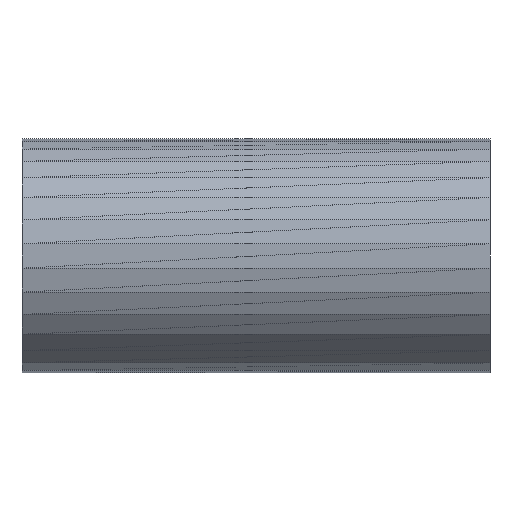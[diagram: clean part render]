
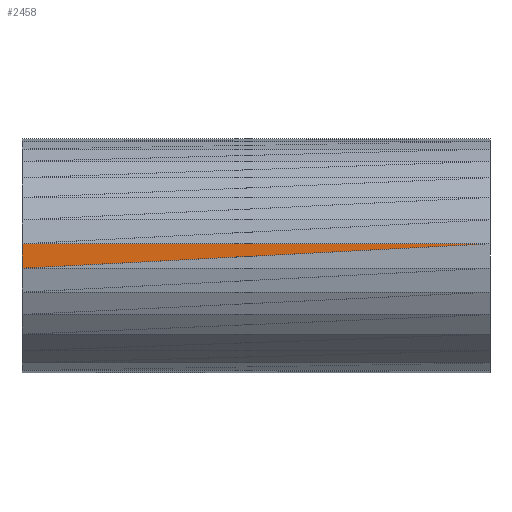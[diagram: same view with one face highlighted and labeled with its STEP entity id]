
A CAD part, left-side view. The second image highlights one B-rep face of the part: STEP entity #2458.
In plain terms, the highlighted planar face has unit normal (-1, 0, 0).
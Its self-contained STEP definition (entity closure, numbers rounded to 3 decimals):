
#2351 = VERTEX_POINT('',#2352);
#2352 = CARTESIAN_POINT('',(-0.013,0.097,
    0.001));
#2366 = PLANE('',#2367);
#2367 = AXIS2_PLACEMENT_3D('',#2368,#2369,#2370);
#2368 = CARTESIAN_POINT('',(-0.012,0.07,
    0.002));
#2369 = DIRECTION('',(-0.978,0.,0.208
    ));
#2370 = DIRECTION('',(-0.208,0.,-0.978
    ));
#2407 = VERTEX_POINT('',#2408);
#2408 = CARTESIAN_POINT('',(-0.013,0.046,
    0.001));
#2434 = EDGE_CURVE('',#2351,#2407,#2435,.T.);
#2435 = SURFACE_CURVE('',#2436,(#2440,#2447),.PCURVE_S1.);
#2436 = LINE('',#2437,#2438);
#2437 = CARTESIAN_POINT('',(-0.013,0.097,
    0.001));
#2438 = VECTOR('',#2439,1.);
#2439 = DIRECTION('',(0.,-1.,0.));
#2440 = PCURVE('',#2366,#2441);
#2441 = DEFINITIONAL_REPRESENTATION('',(#2442),#2446);
#2442 = LINE('',#2443,#2444);
#2443 = CARTESIAN_POINT('',(0.001,-0.026));
#2444 = VECTOR('',#2445,1.);
#2445 = DIRECTION('',(0.,1.));
#2446 = ( GEOMETRIC_REPRESENTATION_CONTEXT(2) 
PARAMETRIC_REPRESENTATION_CONTEXT() REPRESENTATION_CONTEXT('2D SPACE',''
  ) );
#2447 = PCURVE('',#2448,#2453);
#2448 = PLANE('',#2449);
#2449 = AXIS2_PLACEMENT_3D('',#2450,#2451,#2452);
#2450 = CARTESIAN_POINT('',(-0.013,0.072,
    0.001));
#2451 = DIRECTION('',(-1.,-0.,-0.));
#2452 = DIRECTION('',(0.,0.,-1.));
#2453 = DEFINITIONAL_REPRESENTATION('',(#2454),#2457);
#2454 = B_SPLINE_CURVE_WITH_KNOTS('',1,(#2455,#2456),.UNSPECIFIED.,.F.,
  .F.,(2,2),(0.,0.051),.PIECEWISE_BEZIER_KNOTS.);
#2455 = CARTESIAN_POINT('',(-0.001,-0.025));
#2456 = CARTESIAN_POINT('',(-0.001,0.026));
#2457 = ( GEOMETRIC_REPRESENTATION_CONTEXT(2) 
PARAMETRIC_REPRESENTATION_CONTEXT() REPRESENTATION_CONTEXT('2D SPACE',''
  ) );
#2458 = ADVANCED_FACE('',(#2459),#2448,.T.);
#2459 = FACE_BOUND('',#2460,.T.);
#2460 = EDGE_LOOP('',(#2461,#2488,#2489));
#2461 = ORIENTED_EDGE('',*,*,#2462,.T.);
#2462 = EDGE_CURVE('',#2463,#2407,#2465,.T.);
#2463 = VERTEX_POINT('',#2464);
#2464 = CARTESIAN_POINT('',(-0.013,0.097,
    -0.001));
#2465 = SURFACE_CURVE('',#2466,(#2470,#2477),.PCURVE_S1.);
#2466 = LINE('',#2467,#2468);
#2467 = CARTESIAN_POINT('',(-0.013,0.097,
    -0.001));
#2468 = VECTOR('',#2469,1.);
#2469 = DIRECTION('',(0.,-0.999,0.052));
#2470 = PCURVE('',#2448,#2471);
#2471 = DEFINITIONAL_REPRESENTATION('',(#2472),#2476);
#2472 = LINE('',#2473,#2474);
#2473 = CARTESIAN_POINT('',(0.002,-0.025));
#2474 = VECTOR('',#2475,1.);
#2475 = DIRECTION('',(-0.052,0.999));
#2476 = ( GEOMETRIC_REPRESENTATION_CONTEXT(2) 
PARAMETRIC_REPRESENTATION_CONTEXT() REPRESENTATION_CONTEXT('2D SPACE',''
  ) );
#2477 = PCURVE('',#2478,#2483);
#2478 = PLANE('',#2479);
#2479 = AXIS2_PLACEMENT_3D('',#2480,#2481,#2482);
#2480 = CARTESIAN_POINT('',(-0.013,0.07,
    -0.001));
#2481 = DIRECTION('',(-1.,-0.,-0.));
#2482 = DIRECTION('',(0.,0.,-1.));
#2483 = DEFINITIONAL_REPRESENTATION('',(#2484),#2487);
#2484 = B_SPLINE_CURVE_WITH_KNOTS('',1,(#2485,#2486),.UNSPECIFIED.,.F.,
  .F.,(2,2),(0.,0.051),.PIECEWISE_BEZIER_KNOTS.);
#2485 = CARTESIAN_POINT('',(0.001,-0.026));
#2486 = CARTESIAN_POINT('',(-0.002,0.025));
#2487 = ( GEOMETRIC_REPRESENTATION_CONTEXT(2) 
PARAMETRIC_REPRESENTATION_CONTEXT() REPRESENTATION_CONTEXT('2D SPACE',''
  ) );
#2488 = ORIENTED_EDGE('',*,*,#2434,.F.);
#2489 = ORIENTED_EDGE('',*,*,#2490,.T.);
#2490 = EDGE_CURVE('',#2351,#2463,#2491,.T.);
#2491 = SURFACE_CURVE('',#2492,(#2496,#2503),.PCURVE_S1.);
#2492 = LINE('',#2493,#2494);
#2493 = CARTESIAN_POINT('',(-0.013,0.097,
    0.001));
#2494 = VECTOR('',#2495,1.);
#2495 = DIRECTION('',(0.,0.,-1.));
#2496 = PCURVE('',#2448,#2497);
#2497 = DEFINITIONAL_REPRESENTATION('',(#2498),#2502);
#2498 = LINE('',#2499,#2500);
#2499 = CARTESIAN_POINT('',(-0.001,-0.025));
#2500 = VECTOR('',#2501,1.);
#2501 = DIRECTION('',(1.,0.));
#2502 = ( GEOMETRIC_REPRESENTATION_CONTEXT(2) 
PARAMETRIC_REPRESENTATION_CONTEXT() REPRESENTATION_CONTEXT('2D SPACE',''
  ) );
#2503 = PCURVE('',#2504,#2509);
#2504 = PLANE('',#2505);
#2505 = AXIS2_PLACEMENT_3D('',#2506,#2507,#2508);
#2506 = CARTESIAN_POINT('',(-0.007,0.097,0.));
#2507 = DIRECTION('',(0.,1.,0.));
#2508 = DIRECTION('',(0.,0.,1.));
#2509 = DEFINITIONAL_REPRESENTATION('',(#2510),#2513);
#2510 = B_SPLINE_CURVE_WITH_KNOTS('',1,(#2511,#2512),.UNSPECIFIED.,.F.,
  .F.,(2,2),(0.,0.003),.PIECEWISE_BEZIER_KNOTS.);
#2511 = CARTESIAN_POINT('',(0.001,-0.006));
#2512 = CARTESIAN_POINT('',(-0.001,-0.006));
#2513 = ( GEOMETRIC_REPRESENTATION_CONTEXT(2) 
PARAMETRIC_REPRESENTATION_CONTEXT() REPRESENTATION_CONTEXT('2D SPACE',''
  ) );
